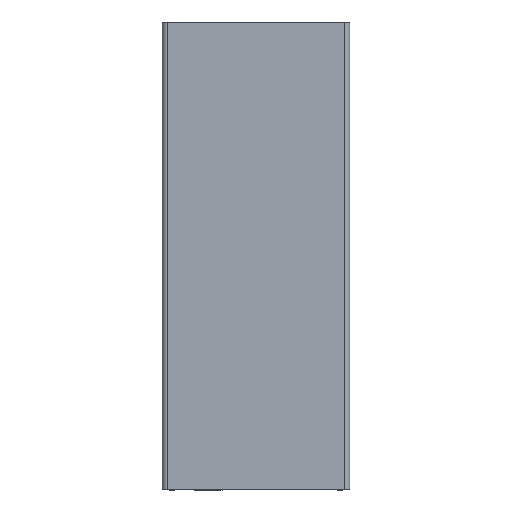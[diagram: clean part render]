
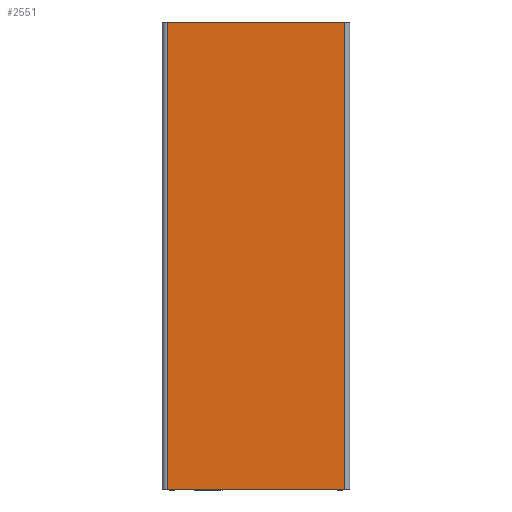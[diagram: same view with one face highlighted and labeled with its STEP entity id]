
A CAD part, front view. The second image highlights one B-rep face of the part: STEP entity #2551.
In plain terms, the highlighted planar face has unit normal (0, -1, 0).
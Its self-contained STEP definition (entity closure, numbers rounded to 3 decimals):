
#85=PLANE('',#2814);
#211=FACE_OUTER_BOUND('',#347,.T.);
#347=EDGE_LOOP('',(#2354,#2355,#2356,#2357));
#413=LINE('',#3845,#659);
#490=LINE('',#4068,#736);
#589=LINE('',#4329,#835);
#592=LINE('',#4334,#838);
#659=VECTOR('',#3028,38.);
#736=VECTOR('',#3269,38.);
#835=VECTOR('',#3562,100.);
#838=VECTOR('',#3569,100.);
#1093=VERTEX_POINT('',#3842);
#1094=VERTEX_POINT('',#3844);
#1157=VERTEX_POINT('',#4065);
#1158=VERTEX_POINT('',#4067);
#1352=EDGE_CURVE('',#1093,#1094,#413,.T.);
#1464=EDGE_CURVE('',#1157,#1158,#490,.T.);
#1597=EDGE_CURVE('',#1158,#1093,#589,.T.);
#1600=EDGE_CURVE('',#1094,#1157,#592,.T.);
#2354=ORIENTED_EDGE('',*,*,#1597,.F.);
#2355=ORIENTED_EDGE('',*,*,#1464,.F.);
#2356=ORIENTED_EDGE('',*,*,#1600,.F.);
#2357=ORIENTED_EDGE('',*,*,#1352,.F.);
#2551=ADVANCED_FACE('',(#211),#85,.T.);
#2814=AXIS2_PLACEMENT_3D('',#4341,#3581,#3582);
#3028=DIRECTION('',(-1.,0.,0.));
#3269=DIRECTION('',(1.,0.,0.));
#3562=DIRECTION('',(0.,0.,-1.));
#3569=DIRECTION('',(0.,0.,1.));
#3581=DIRECTION('center_axis',(0.,-1.,0.));
#3582=DIRECTION('ref_axis',(1.,0.,0.));
#3842=CARTESIAN_POINT('',(19.,0.,0.));
#3844=CARTESIAN_POINT('',(-19.,0.,0.));
#3845=CARTESIAN_POINT('',(20.,0.,0.));
#4065=CARTESIAN_POINT('',(-19.,0.,100.));
#4067=CARTESIAN_POINT('',(19.,0.,100.));
#4068=CARTESIAN_POINT('',(20.,0.,100.));
#4329=CARTESIAN_POINT('',(19.,0.,0.));
#4334=CARTESIAN_POINT('',(-19.,0.,0.));
#4341=CARTESIAN_POINT('Origin',(-20.,0.,0.));
